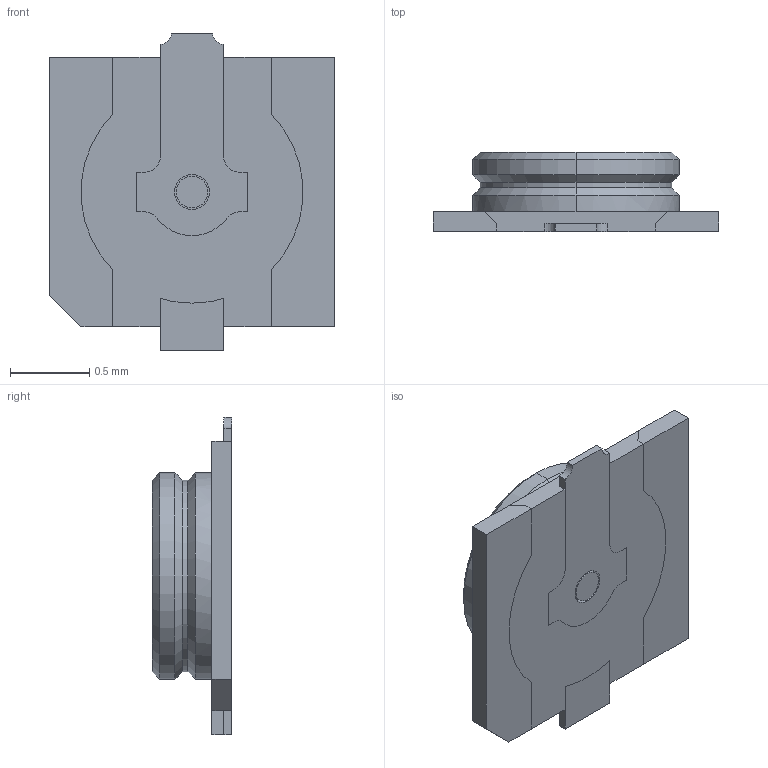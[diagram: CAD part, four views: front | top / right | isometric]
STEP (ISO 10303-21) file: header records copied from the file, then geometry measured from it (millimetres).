
FILE_DESCRIPTION (( 'STEP AP214' ), '1' );
FILE_NAME ('MM5829-2700RJ4.STEP', '2019-01-03T03:19:00', ( '' ), ( '' ), 'SwSTEP 2.0', 'SolidWorks 2017', '' );
FILE_SCHEMA (( 'AUTOMOTIVE_DESIGN' ));
Length unit declared in the file: millimetre
Products named in the file (1): MM5829-2700RJ4
Bounding box: 1.8 x 0.5 x 2 mm (x, y, z)
Volume: 0.6 mm3; surface area: 15 mm2
Topology: 6 solids, 6 shells, 166 faces, 436 edges, 282 vertices
Faces by surface type: plane 100, cylinder 56, cone 8, torus 2
Entity records: 5193 total; most frequent: DIRECTION 896, CARTESIAN_POINT 885, ORIENTED_EDGE 872, EDGE_CURVE 436, LINE 310, VECTOR 310, AXIS2_PLACEMENT_3D 293, VERTEX_POINT 282
